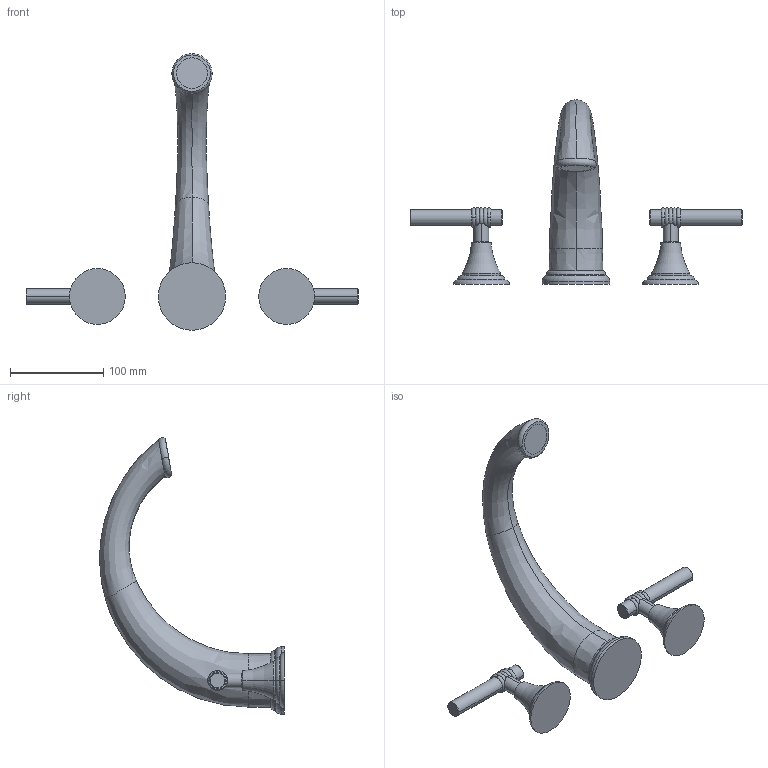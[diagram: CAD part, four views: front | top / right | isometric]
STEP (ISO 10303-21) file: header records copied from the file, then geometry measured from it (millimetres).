
FILE_DESCRIPTION((''),'2;1');
FILE_NAME('3-906_WEB','2010-10-28T',('project'),(''),'PRO/ENGINEER BY PARAMETRIC TECHNOLOGY CORPORATION, 2009300','PRO/ENGINEER BY PARAMETRIC TECHNOLOGY CORPORATION, 2009300','');
FILE_SCHEMA(('CONFIG_CONTROL_DESIGN'));
Length unit declared in the file: inch
Products named in the file (1): 3-906_WEB
Bounding box: 356.31 x 198.07 x 296.66 mm (x, y, z)
Surface area: 93834.7 mm2 (no closed solid volume)
Topology: 0 solids, 18 shells, 89 faces, 220 edges, 145 vertices
Faces by surface type: torus 34, cylinder 18, plane 17, cone 12, bspline 8
Entity records: 4314 total; most frequent: CARTESIAN_POINT 2255, DIRECTION 451, ORIENTED_EDGE 363, EDGE_CURVE 220, AXIS2_PLACEMENT_3D 208, VERTEX_POINT 145, CIRCLE 127, EDGE_LOOP 89
